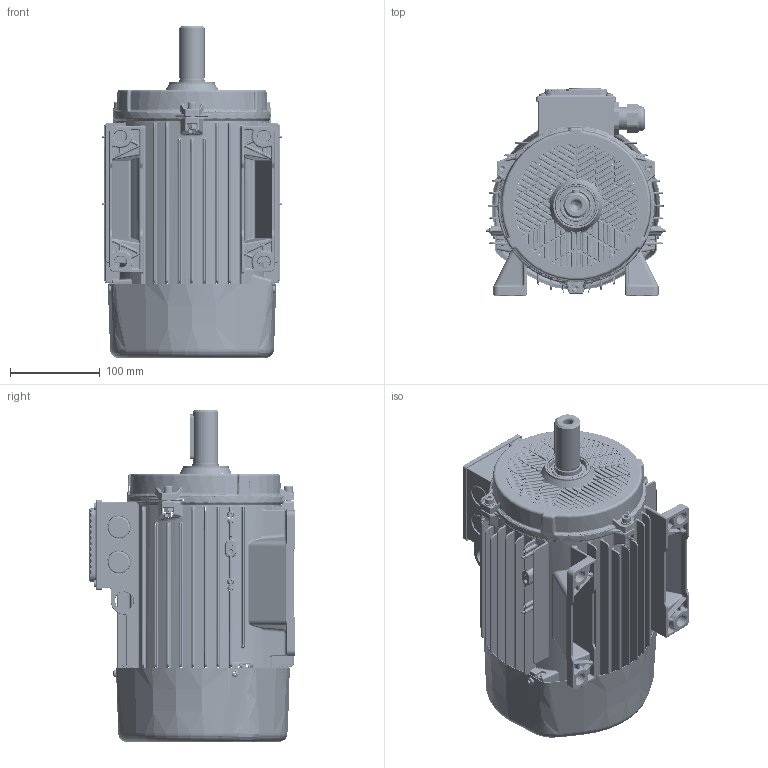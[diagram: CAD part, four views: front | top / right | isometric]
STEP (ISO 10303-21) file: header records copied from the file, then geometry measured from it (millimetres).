
FILE_DESCRIPTION(/* description */ (''),/* implementation_level */ '2;1');
FILE_NAME(/* name */ '6722294xx_AA-DIS GORUNUS QN100 L GOVDE AYAKLI.stp',/* time_stamp */ '2022-01-11T11:32:38+03:00',/* author */ (''),/* organization */ (''),/* preprocessor_version */ 'ST-DEVELOPER v16',/* originating_system */ 'SIEMENS PLM Software NX 11.0',/* authorisation */ '');
FILE_SCHEMA (('AUTOMOTIVE_DESIGN { 1 0 10303 214 3 1 1 1 }'));
Length unit declared in the file: millimetre
Products named in the file (1): C90127E0127Fj6ma
Bounding box: 200 x 230.5 x 370 mm (x, y, z)
Surface area: 549392.9 mm2 (no closed solid volume)
Topology: 0 solids, 86 shells, 6436 faces, 22312 edges, 14797 vertices
Faces by surface type: cylinder 2037, bspline 1977, plane 1663, torus 367, sphere 259, cone 133
Full cylindrical faces by diameter (mm): 6 x6, 8 x8, 8.5 x1, 10 x4, 10.5 x1, 27.4 x1, 28 x1, 29 x1, 30 x2, 43.4 x2, 43.6 x2
Entity records: 294331 total; most frequent: CARTESIAN_POINT 122563, DIRECTION 34269, ORIENTED_EDGE 32655, EDGE_CURVE 21806, VERTEX_POINT 14727, AXIS2_PLACEMENT_3D 13546, CIRCLE 7732, LINE 7177
